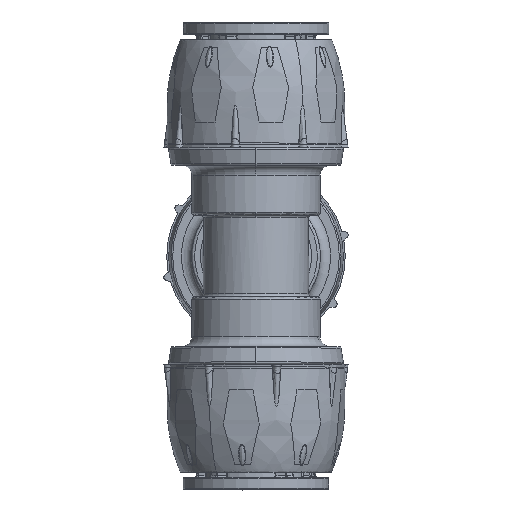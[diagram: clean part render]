
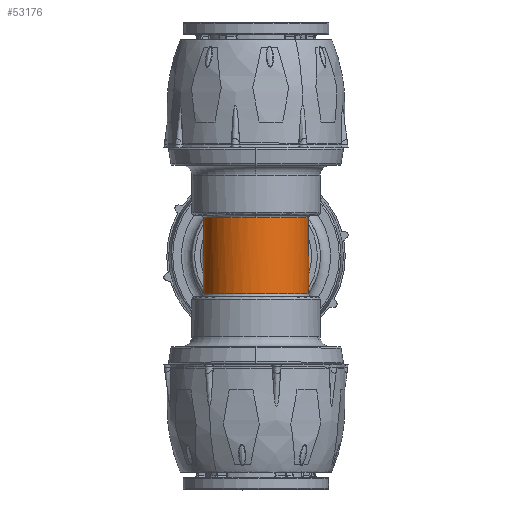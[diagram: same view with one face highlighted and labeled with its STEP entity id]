
A CAD part, top view. The second image highlights one B-rep face of the part: STEP entity #53176.
In plain terms, the highlighted cylindrical face has radius 9 mm (diameter 18 mm), a partial arc.
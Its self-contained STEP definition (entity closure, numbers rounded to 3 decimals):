
#155 = EDGE_CURVE ( 'NONE', #31286, #49897, #19702, .T. ) ;
#506 = CARTESIAN_POINT ( 'NONE',  ( 6.564, 6.5, -6.158 ) ) ;
#2386 = CIRCLE ( 'NONE', #8381, 9. ) ;
#2463 = VERTEX_POINT ( 'NONE', #35021 ) ;
#3624 = AXIS2_PLACEMENT_3D ( 'NONE', #4282, #8991, #40266 ) ;
#4282 = CARTESIAN_POINT ( 'NONE',  ( 0., 0., 0. ) ) ;
#6828 = EDGE_CURVE ( 'NONE', #11689, #31286, #15856, .T. ) ;
#8381 = AXIS2_PLACEMENT_3D ( 'NONE', #19480, #10665, #41962 ) ;
#8991 = DIRECTION ( 'NONE',  ( 0., -1., 0. ) ) ;
#9641 = DIRECTION ( 'NONE',  ( 0., 0., 1. ) ) ;
#9657 = AXIS2_PLACEMENT_3D ( 'NONE', #28111, #54911, #45933 ) ;
#10460 = EDGE_CURVE ( 'NONE', #49897, #47782, #42479, .T. ) ;
#10665 = DIRECTION ( 'NONE',  ( 0., 1., 0. ) ) ;
#11689 = VERTEX_POINT ( 'NONE', #17000 ) ;
#14282 = CARTESIAN_POINT ( 'NONE',  ( -6.564, 6.5, -6.158 ) ) ;
#15856 =( BOUNDED_CURVE ( )  B_SPLINE_CURVE ( 3, ( #19008, #50476, #18619, #32275 ),
 .UNSPECIFIED., .F., .F. ) 
 B_SPLINE_CURVE_WITH_KNOTS ( ( 4, 4 ),
 ( 1.571, 2.324 ),
 .UNSPECIFIED. ) 
 CURVE ( )  GEOMETRIC_REPRESENTATION_ITEM ( )  RATIONAL_B_SPLINE_CURVE ( ( 1., 0.953, 0.953, 1. ) ) 
 REPRESENTATION_ITEM ( '' )  );
#17000 = CARTESIAN_POINT ( 'NONE',  ( 9., 0., 0. ) ) ;
#17118 = CYLINDRICAL_SURFACE ( 'NONE', #3624, 9. ) ;
#17372 = ORIENTED_EDGE ( 'NONE', *, *, #6828, .T. ) ;
#18138 = VERTEX_POINT ( 'NONE', #32110 ) ;
#18148 =( BOUNDED_CURVE ( )  B_SPLINE_CURVE ( 3, ( #23578, #54852, #28048, #37276 ),
 .UNSPECIFIED., .F., .F. ) 
 B_SPLINE_CURVE_WITH_KNOTS ( ( 4, 4 ),
 ( 0.817, 1.571 ),
 .UNSPECIFIED. ) 
 CURVE ( )  GEOMETRIC_REPRESENTATION_ITEM ( )  RATIONAL_B_SPLINE_CURVE ( ( 1., 0.953, 0.953, 1. ) ) 
 REPRESENTATION_ITEM ( '' )  );
#18519 = CARTESIAN_POINT ( 'NONE',  ( -9., -2.444, -2.316 ) ) ;
#18619 = CARTESIAN_POINT ( 'NONE',  ( 8.148, 4.717, -4.469 ) ) ;
#19008 = CARTESIAN_POINT ( 'NONE',  ( 9., 0., 0. ) ) ;
#19480 = CARTESIAN_POINT ( 'NONE',  ( 0., -6.5, 0. ) ) ;
#19702 = CIRCLE ( 'NONE', #9657, 9. ) ;
#20103 = CARTESIAN_POINT ( 'NONE',  ( -6.564, 6.5, -6.158 ) ) ;
#20542 = VERTEX_POINT ( 'NONE', #24014 ) ;
#23578 = CARTESIAN_POINT ( 'NONE',  ( 6.564, -6.5, -6.158 ) ) ;
#24014 = CARTESIAN_POINT ( 'NONE',  ( -6.564, -6.5, -6.158 ) ) ;
#24429 = CARTESIAN_POINT ( 'NONE',  ( -9., 0., 0. ) ) ;
#26091 = ORIENTED_EDGE ( 'NONE', *, *, #41745, .T. ) ;
#27666 = CARTESIAN_POINT ( 'NONE',  ( -6.564, -6.5, -6.158 ) ) ;
#28048 = CARTESIAN_POINT ( 'NONE',  ( 9., -2.444, -2.316 ) ) ;
#28111 = CARTESIAN_POINT ( 'NONE',  ( 0., 6.5, 0. ) ) ;
#28481 =( BOUNDED_CURVE ( )  B_SPLINE_CURVE ( 3, ( #37073, #18519, #54284, #27666 ),
 .UNSPECIFIED., .F., .F. ) 
 B_SPLINE_CURVE_WITH_KNOTS ( ( 4, 4 ),
 ( 4.712, 5.466 ),
 .UNSPECIFIED. ) 
 CURVE ( )  GEOMETRIC_REPRESENTATION_ITEM ( )  RATIONAL_B_SPLINE_CURVE ( ( 1., 0.953, 0.953, 1. ) ) 
 REPRESENTATION_ITEM ( '' )  );
#28919 =( BOUNDED_CURVE ( )  B_SPLINE_CURVE ( 3, ( #14282, #46687, #51213, #24429 ),
 .UNSPECIFIED., .F., .F. ) 
 B_SPLINE_CURVE_WITH_KNOTS ( ( 4, 4 ),
 ( 3.959, 4.712 ),
 .UNSPECIFIED. ) 
 CURVE ( )  GEOMETRIC_REPRESENTATION_ITEM ( )  RATIONAL_B_SPLINE_CURVE ( ( 1., 0.953, 0.953, 1. ) ) 
 REPRESENTATION_ITEM ( '' )  );
#31286 = VERTEX_POINT ( 'NONE', #506 ) ;
#31879 = ORIENTED_EDGE ( 'NONE', *, *, #54776, .T. ) ;
#31884 = CARTESIAN_POINT ( 'NONE',  ( 0., 6.5, 0. ) ) ;
#32110 = CARTESIAN_POINT ( 'NONE',  ( 6.564, -6.5, -6.158 ) ) ;
#32275 = CARTESIAN_POINT ( 'NONE',  ( 6.564, 6.5, -6.158 ) ) ;
#35021 = CARTESIAN_POINT ( 'NONE',  ( -9., 0., 0. ) ) ;
#36608 = AXIS2_PLACEMENT_3D ( 'NONE', #31884, #49720, #9641 ) ;
#36901 = EDGE_LOOP ( 'NONE', ( #49950, #31879, #26091, #38750, #17372, #57208, #57103 ) ) ;
#37073 = CARTESIAN_POINT ( 'NONE',  ( -9., 0., 0. ) ) ;
#37276 = CARTESIAN_POINT ( 'NONE',  ( 9., 0., 0. ) ) ;
#37729 = FACE_OUTER_BOUND ( 'NONE', #36901, .T. ) ;
#38750 = ORIENTED_EDGE ( 'NONE', *, *, #56285, .T. ) ;
#40266 = DIRECTION ( 'NONE',  ( 0., 0., -1. ) ) ;
#41745 = EDGE_CURVE ( 'NONE', #20542, #18138, #2386, .T. ) ;
#41962 = DIRECTION ( 'NONE',  ( 0., 0., -1. ) ) ;
#42479 = CIRCLE ( 'NONE', #36608, 9. ) ;
#43659 = EDGE_CURVE ( 'NONE', #47782, #2463, #28919, .T. ) ;
#45933 = DIRECTION ( 'NONE',  ( 0., 0., 1. ) ) ;
#46687 = CARTESIAN_POINT ( 'NONE',  ( -8.148, 4.717, -4.469 ) ) ;
#47782 = VERTEX_POINT ( 'NONE', #20103 ) ;
#49720 = DIRECTION ( 'NONE',  ( 0., -1., 0. ) ) ;
#49897 = VERTEX_POINT ( 'NONE', #51688 ) ;
#49950 = ORIENTED_EDGE ( 'NONE', *, *, #43659, .T. ) ;
#50476 = CARTESIAN_POINT ( 'NONE',  ( 9., 2.444, -2.316 ) ) ;
#51213 = CARTESIAN_POINT ( 'NONE',  ( -9., 2.444, -2.316 ) ) ;
#51688 = CARTESIAN_POINT ( 'NONE',  ( 0., 6.5, 9. ) ) ;
#53176 = ADVANCED_FACE ( 'NONE', ( #37729 ), #17118, .T. ) ;
#54284 = CARTESIAN_POINT ( 'NONE',  ( -8.148, -4.717, -4.469 ) ) ;
#54776 = EDGE_CURVE ( 'NONE', #2463, #20542, #28481, .T. ) ;
#54852 = CARTESIAN_POINT ( 'NONE',  ( 8.148, -4.717, -4.469 ) ) ;
#54911 = DIRECTION ( 'NONE',  ( 0., -1., 0. ) ) ;
#56285 = EDGE_CURVE ( 'NONE', #18138, #11689, #18148, .T. ) ;
#57103 = ORIENTED_EDGE ( 'NONE', *, *, #10460, .T. ) ;
#57208 = ORIENTED_EDGE ( 'NONE', *, *, #155, .T. ) ;
